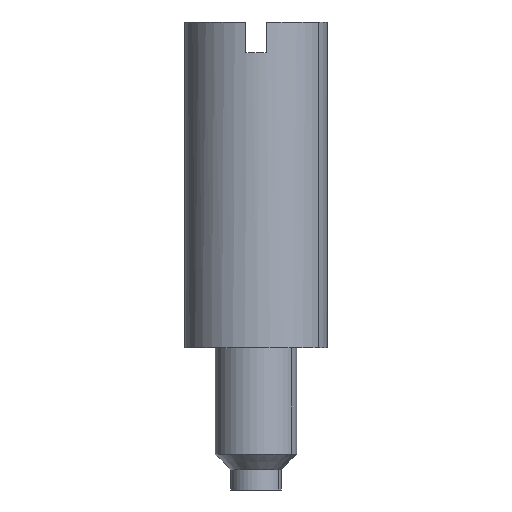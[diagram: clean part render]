
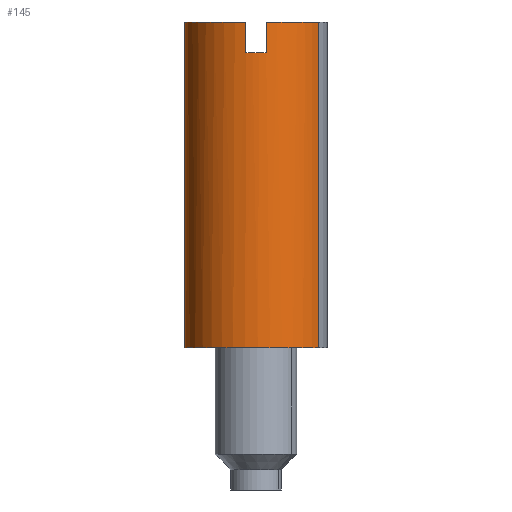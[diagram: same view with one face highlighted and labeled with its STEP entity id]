
A CAD part, left-side view. The second image highlights one B-rep face of the part: STEP entity #145.
In plain terms, the highlighted cylindrical face has radius 3.5 mm (diameter 7 mm), a partial arc.
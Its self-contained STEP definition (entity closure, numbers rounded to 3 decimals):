
#86=AXIS2_PLACEMENT_3D('Cylinder Axis2P3D',#83,#84,#85) ;
#90=AXIS2_PLACEMENT_3D('Circle Axis2P3D',#88,#89,$) ;
#106=AXIS2_PLACEMENT_3D('Circle Axis2P3D',#104,#105,$) ;
#120=AXIS2_PLACEMENT_3D('Circle Axis2P3D',#118,#119,$) ;
#125=AXIS2_PLACEMENT_3D('Circle Axis2P3D',#123,#124,$) ;
#41=CARTESIAN_POINT('Vertex',(0.036,3.,21.5)) ;
#46=CARTESIAN_POINT('Line Origine',(0.036,3.,22.25)) ;
#50=CARTESIAN_POINT('Vertex',(0.036,3.,23.)) ;
#83=CARTESIAN_POINT('Axis2P3D Location',(3.5,3.5,11.5)) ;
#88=CARTESIAN_POINT('Axis2P3D Location',(3.5,3.5,23.)) ;
#92=CARTESIAN_POINT('Vertex',(0.036,4.,23.)) ;
#94=CARTESIAN_POINT('Vertex',(5.178,6.572,23.)) ;
#97=CARTESIAN_POINT('Line Origine',(5.178,6.572,15.)) ;
#101=CARTESIAN_POINT('Vertex',(5.178,6.572,7.)) ;
#104=CARTESIAN_POINT('Axis2P3D Location',(3.5,3.5,7.)) ;
#108=CARTESIAN_POINT('Vertex',(1.822,0.428,7.)) ;
#111=CARTESIAN_POINT('Line Origine',(1.822,0.428,15.)) ;
#115=CARTESIAN_POINT('Vertex',(1.822,0.428,23.)) ;
#118=CARTESIAN_POINT('Axis2P3D Location',(3.5,3.5,23.)) ;
#123=CARTESIAN_POINT('Axis2P3D Location',(3.5,3.5,21.5)) ;
#127=CARTESIAN_POINT('Vertex',(0.036,4.,21.5)) ;
#130=CARTESIAN_POINT('Line Origine',(0.036,4.,15.)) ;
#47=DIRECTION('Vector Direction',(0.,0.,1.)) ;
#84=DIRECTION('Axis2P3D Direction',(0.,0.,-1.)) ;
#85=DIRECTION('Axis2P3D XDirection',(0.479,0.878,0.)) ;
#89=DIRECTION('Axis2P3D Direction',(0.,0.,-1.)) ;
#98=DIRECTION('Vector Direction',(0.,0.,-1.)) ;
#105=DIRECTION('Axis2P3D Direction',(0.,0.,-1.)) ;
#112=DIRECTION('Vector Direction',(0.,0.,-1.)) ;
#119=DIRECTION('Axis2P3D Direction',(0.,0.,-1.)) ;
#124=DIRECTION('Axis2P3D Direction',(0.,0.,-1.)) ;
#131=DIRECTION('Vector Direction',(0.,0.,-1.)) ;
#48=VECTOR('Line Direction',#47,1.) ;
#99=VECTOR('Line Direction',#98,1.) ;
#113=VECTOR('Line Direction',#112,1.) ;
#132=VECTOR('Line Direction',#131,1.) ;
#136=ORIENTED_EDGE('',*,*,#96,.T.) ;
#137=ORIENTED_EDGE('',*,*,#103,.T.) ;
#138=ORIENTED_EDGE('',*,*,#110,.F.) ;
#139=ORIENTED_EDGE('',*,*,#117,.F.) ;
#140=ORIENTED_EDGE('',*,*,#122,.T.) ;
#141=ORIENTED_EDGE('',*,*,#52,.F.) ;
#142=ORIENTED_EDGE('',*,*,#129,.T.) ;
#143=ORIENTED_EDGE('',*,*,#134,.T.) ;
#145=ADVANCED_FACE('K\X2\00F6\X0\rper.2 ( *SOL1 - wsp *MASTER -  -Non Smart-  )',(#144),#87,.T.) ;
#91=CIRCLE('generated circle',#90,3.5) ;
#107=CIRCLE('generated circle',#106,3.5) ;
#121=CIRCLE('generated circle',#120,3.5) ;
#126=CIRCLE('generated circle',#125,3.5) ;
#87=CYLINDRICAL_SURFACE('generated cylinder',#86,3.5) ;
#52=EDGE_CURVE('',#42,#51,#49,.T.) ;
#96=EDGE_CURVE('',#93,#95,#91,.T.) ;
#103=EDGE_CURVE('',#95,#102,#100,.T.) ;
#110=EDGE_CURVE('',#109,#102,#107,.T.) ;
#117=EDGE_CURVE('',#116,#109,#114,.T.) ;
#122=EDGE_CURVE('',#116,#51,#121,.T.) ;
#129=EDGE_CURVE('',#42,#128,#126,.T.) ;
#134=EDGE_CURVE('',#128,#93,#133,.F.) ;
#135=EDGE_LOOP('',(#136,#137,#138,#139,#140,#141,#142,#143)) ;
#144=FACE_OUTER_BOUND('',#135,.T.) ;
#49=LINE('Line',#46,#48) ;
#100=LINE('Line',#97,#99) ;
#114=LINE('Line',#111,#113) ;
#133=LINE('Line',#130,#132) ;
#42=VERTEX_POINT('',#41) ;
#51=VERTEX_POINT('',#50) ;
#93=VERTEX_POINT('',#92) ;
#95=VERTEX_POINT('',#94) ;
#102=VERTEX_POINT('',#101) ;
#109=VERTEX_POINT('',#108) ;
#116=VERTEX_POINT('',#115) ;
#128=VERTEX_POINT('',#127) ;
